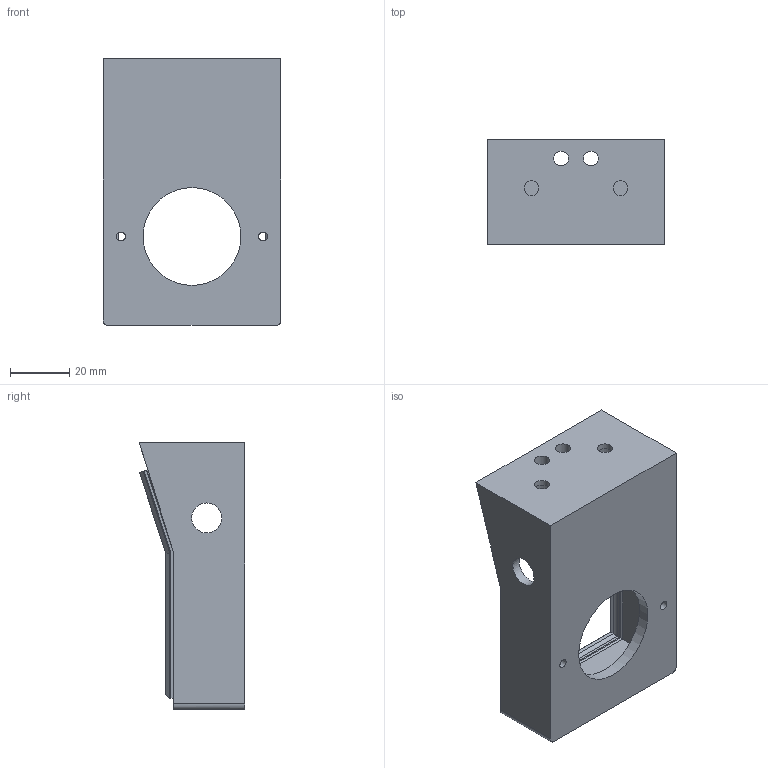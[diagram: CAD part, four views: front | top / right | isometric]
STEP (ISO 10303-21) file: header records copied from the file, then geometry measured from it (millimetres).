
FILE_DESCRIPTION(/* description */ ('STEP AP242','CAx-IF Rec.Pracs.---Representation and Presentation of Product Manufacturing Information (PMI)---4.0---2014-10-13','CAx-IF Rec.Pracs.---3D Tessellated Geometry---0.4---2014-09-14','2;1'),/* implementation_level */ '2;1');
FILE_NAME(/* name */ '67333e3354ce8c2541869d33',/* time_stamp */ '2024-11-12T11:38:28Z',/* author */ (''),/* organization */ (''),/* preprocessor_version */ 'ST-DEVELOPER v20',/* originating_system */ 'ONSHAPE BY PTC INC, 1.189',/* authorisation */ ' ');
FILE_SCHEMA (('AP242_MANAGED_MODEL_BASED_3D_ENGINEERING_MIM_LF { 1 0 10303 442 1 1 4 }'));
Length unit declared in the file: metre
Products named in the file (1): DummyInput_Front
Bounding box: 60 x 35.56 x 90 mm (x, y, z)
Volume: 42459.7 mm3; surface area: 25600.3 mm2
Topology: 1 solids, 1 shells, 118 faces, 292 edges, 178 vertices
Faces by surface type: plane 59, cylinder 57, bspline 2
Full cylindrical faces by diameter (mm): 3 x2, 5 x4, 7.5 x2, 10.1 x2, 33 x1
Entity records: 3433 total; most frequent: CARTESIAN_POINT 624, DIRECTION 581, ORIENTED_EDGE 554, EDGE_CURVE 277, AXIS2_PLACEMENT_3D 195, LINE 191, VECTOR 191, VERTEX_POINT 174
